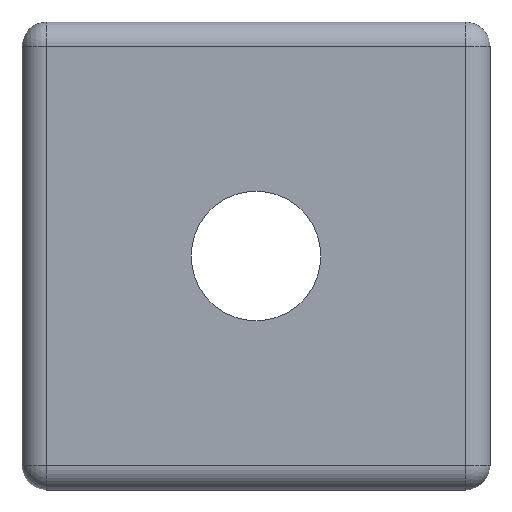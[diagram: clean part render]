
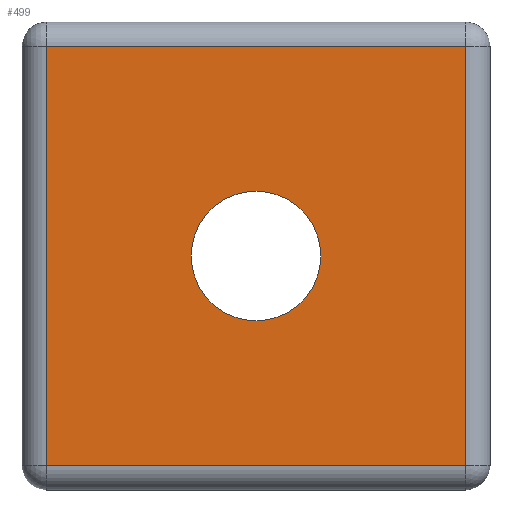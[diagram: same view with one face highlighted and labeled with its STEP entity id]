
A CAD part, front view. The second image highlights one B-rep face of the part: STEP entity #499.
In plain terms, the highlighted planar face has unit normal (0, -1, 0).
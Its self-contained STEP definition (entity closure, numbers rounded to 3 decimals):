
#14 = CARTESIAN_POINT ( 'NONE',  ( 1.428, 0., -1.428 ) ) ;
#57 = FACE_OUTER_BOUND ( 'NONE', #784, .T. ) ;
#67 = DIRECTION ( 'NONE',  ( 1., 0., 0. ) ) ;
#69 = CARTESIAN_POINT ( 'NONE',  ( 10., 0., -7.35 ) ) ;
#70 = CARTESIAN_POINT ( 'NONE',  ( 10., 0., -12.65 ) ) ;
#73 = ORIENTED_EDGE ( 'NONE', *, *, #550, .T. ) ;
#90 = DIRECTION ( 'NONE',  ( -1., 0., 0. ) ) ;
#161 = VERTEX_POINT ( 'NONE', #733 ) ;
#169 = PLANE ( 'NONE',  #641 ) ;
#182 = DIRECTION ( 'NONE',  ( 0., 0., -1. ) ) ;
#226 = CARTESIAN_POINT ( 'NONE',  ( 20., 0., -18.572 ) ) ;
#250 = VERTEX_POINT ( 'NONE', #70 ) ;
#252 = AXIS2_PLACEMENT_3D ( 'NONE', #267, #654, #1040 ) ;
#259 = AXIS2_PLACEMENT_3D ( 'NONE', #927, #914, #452 ) ;
#267 = CARTESIAN_POINT ( 'NONE',  ( 10., 0., -10. ) ) ;
#328 = ORIENTED_EDGE ( 'NONE', *, *, #979, .T. ) ;
#349 = CARTESIAN_POINT ( 'NONE',  ( 0., 0., 0. ) ) ;
#384 = CIRCLE ( 'NONE', #259, 2.65 ) ;
#391 = CARTESIAN_POINT ( 'NONE',  ( 1.428, 0., -20. ) ) ;
#450 = DIRECTION ( 'NONE',  ( 0., 0., -1. ) ) ;
#452 = DIRECTION ( 'NONE',  ( 0., 0., 1. ) ) ;
#499 = ADVANCED_FACE ( 'NONE', ( #57, #730 ), #169, .T. ) ;
#501 = VECTOR ( 'NONE', #90, 1000. ) ;
#540 = EDGE_CURVE ( 'NONE', #626, #831, #746, .T. ) ;
#547 = DIRECTION ( 'NONE',  ( 0., -1., 0. ) ) ;
#550 = EDGE_CURVE ( 'NONE', #161, #941, #857, .T. ) ;
#587 = ORIENTED_EDGE ( 'NONE', *, *, #947, .T. ) ;
#608 = EDGE_CURVE ( 'NONE', #941, #626, #674, .T. ) ;
#620 = VECTOR ( 'NONE', #773, 1000. ) ;
#626 = VERTEX_POINT ( 'NONE', #14 ) ;
#641 = AXIS2_PLACEMENT_3D ( 'NONE', #349, #547, #450 ) ;
#654 = DIRECTION ( 'NONE',  ( 0., 1., 0. ) ) ;
#674 = LINE ( 'NONE', #1063, #501 ) ;
#686 = CARTESIAN_POINT ( 'NONE',  ( 18.572, 0., -1.428 ) ) ;
#711 = EDGE_LOOP ( 'NONE', ( #930, #328 ) ) ;
#730 = FACE_BOUND ( 'NONE', #711, .T. ) ;
#733 = CARTESIAN_POINT ( 'NONE',  ( 18.572, 0., -18.572 ) ) ;
#746 = LINE ( 'NONE', #391, #925 ) ;
#749 = CARTESIAN_POINT ( 'NONE',  ( 1.428, 0., -18.572 ) ) ;
#773 = DIRECTION ( 'NONE',  ( 0., 0., 1. ) ) ;
#784 = EDGE_LOOP ( 'NONE', ( #587, #73, #795, #1163 ) ) ;
#795 = ORIENTED_EDGE ( 'NONE', *, *, #608, .T. ) ;
#796 = CIRCLE ( 'NONE', #252, 2.65 ) ;
#803 = VECTOR ( 'NONE', #67, 1000. ) ;
#831 = VERTEX_POINT ( 'NONE', #749 ) ;
#857 = LINE ( 'NONE', #1049, #620 ) ;
#914 = DIRECTION ( 'NONE',  ( 0., 1., 0. ) ) ;
#925 = VECTOR ( 'NONE', #182, 1000. ) ;
#927 = CARTESIAN_POINT ( 'NONE',  ( 10., 0., -10. ) ) ;
#930 = ORIENTED_EDGE ( 'NONE', *, *, #1226, .T. ) ;
#941 = VERTEX_POINT ( 'NONE', #686 ) ;
#947 = EDGE_CURVE ( 'NONE', #831, #161, #1072, .T. ) ;
#979 = EDGE_CURVE ( 'NONE', #250, #1207, #384, .T. ) ;
#1040 = DIRECTION ( 'NONE',  ( 0., 0., 1. ) ) ;
#1049 = CARTESIAN_POINT ( 'NONE',  ( 18.572, 0., 0. ) ) ;
#1063 = CARTESIAN_POINT ( 'NONE',  ( 0., 0., -1.428 ) ) ;
#1072 = LINE ( 'NONE', #226, #803 ) ;
#1163 = ORIENTED_EDGE ( 'NONE', *, *, #540, .T. ) ;
#1207 = VERTEX_POINT ( 'NONE', #69 ) ;
#1226 = EDGE_CURVE ( 'NONE', #1207, #250, #796, .T. ) ;
